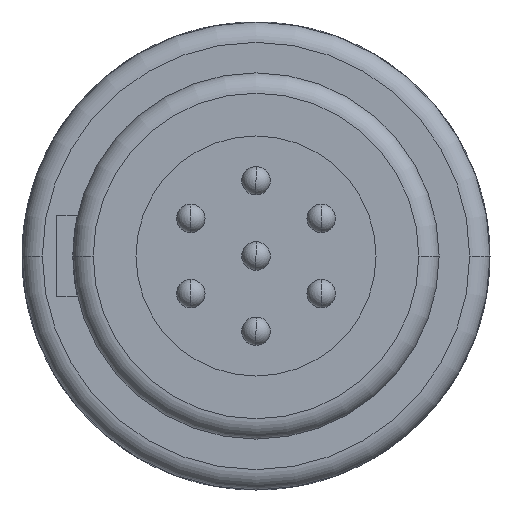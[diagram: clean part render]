
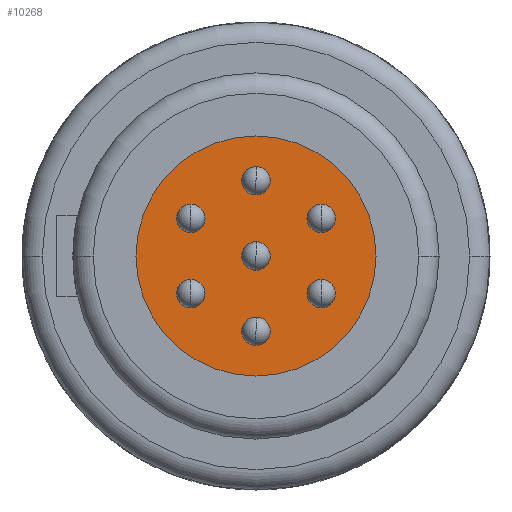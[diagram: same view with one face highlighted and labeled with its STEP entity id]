
A CAD part, left-side view. The second image highlights one B-rep face of the part: STEP entity #10268.
In plain terms, the highlighted planar face has unit normal (-1, 0, 0).
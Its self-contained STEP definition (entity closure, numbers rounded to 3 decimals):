
#3320=CARTESIAN_POINT('',(-3.,0.,0.));
#3321=DIRECTION('',(-1.,0.,0.));
#3322=DIRECTION('',(0.,1.,0.));
#3323=AXIS2_PLACEMENT_3D('',#3320,#3321,#3322);
#3338=CARTESIAN_POINT('',(-3.,0.,0.));
#3339=DIRECTION('',(-1.,0.,0.));
#3340=DIRECTION('',(0.,-1.,0.));
#3341=AXIS2_PLACEMENT_3D('',#3338,#3339,#3340);
#4877=CARTESIAN_POINT('',(-3.,0.,0.));
#4878=DIRECTION('',(-1.,0.,0.));
#4879=DIRECTION('',(0.,0.,1.));
#4880=AXIS2_PLACEMENT_3D('',#4877,#4878,#4879);
#4882=CARTESIAN_POINT('',(-3.,0.,0.));
#4883=DIRECTION('',(-1.,0.,0.));
#4884=DIRECTION('',(0.,0.,-1.));
#4885=AXIS2_PLACEMENT_3D('',#4882,#4883,#4884);
#4887=CARTESIAN_POINT('',(-3.,0.,-1.85));
#4888=DIRECTION('',(-1.,0.,0.));
#4889=DIRECTION('',(0.,0.,1.));
#4890=AXIS2_PLACEMENT_3D('',#4887,#4888,#4889);
#4892=CARTESIAN_POINT('',(-3.,0.,-1.85));
#4893=DIRECTION('',(-1.,0.,0.));
#4894=DIRECTION('',(0.,0.,-1.));
#4895=AXIS2_PLACEMENT_3D('',#4892,#4893,#4894);
#4897=CARTESIAN_POINT('',(-3.,1.602,0.925));
#4898=DIRECTION('',(-1.,0.,0.));
#4899=DIRECTION('',(0.,0.,1.));
#4900=AXIS2_PLACEMENT_3D('',#4897,#4898,#4899);
#4902=CARTESIAN_POINT('',(-3.,1.602,0.925));
#4903=DIRECTION('',(-1.,0.,0.));
#4904=DIRECTION('',(0.,0.,-1.));
#4905=AXIS2_PLACEMENT_3D('',#4902,#4903,#4904);
#4907=CARTESIAN_POINT('',(-3.,1.602,-0.925));
#4908=DIRECTION('',(-1.,0.,0.));
#4909=DIRECTION('',(0.,0.,1.));
#4910=AXIS2_PLACEMENT_3D('',#4907,#4908,#4909);
#4912=CARTESIAN_POINT('',(-3.,1.602,-0.925));
#4913=DIRECTION('',(-1.,0.,0.));
#4914=DIRECTION('',(0.,0.,-1.));
#4915=AXIS2_PLACEMENT_3D('',#4912,#4913,#4914);
#4917=CARTESIAN_POINT('',(-3.,-1.602,-0.925));
#4918=DIRECTION('',(-1.,0.,0.));
#4919=DIRECTION('',(0.,0.,1.));
#4920=AXIS2_PLACEMENT_3D('',#4917,#4918,#4919);
#4922=CARTESIAN_POINT('',(-3.,-1.602,-0.925));
#4923=DIRECTION('',(-1.,0.,0.));
#4924=DIRECTION('',(0.,0.,-1.));
#4925=AXIS2_PLACEMENT_3D('',#4922,#4923,#4924);
#4927=CARTESIAN_POINT('',(-3.,0.,1.85));
#4928=DIRECTION('',(-1.,0.,0.));
#4929=DIRECTION('',(0.,0.,1.));
#4930=AXIS2_PLACEMENT_3D('',#4927,#4928,#4929);
#4932=CARTESIAN_POINT('',(-3.,0.,1.85));
#4933=DIRECTION('',(-1.,0.,0.));
#4934=DIRECTION('',(0.,0.,-1.));
#4935=AXIS2_PLACEMENT_3D('',#4932,#4933,#4934);
#4937=CARTESIAN_POINT('',(-3.,-1.602,0.925));
#4938=DIRECTION('',(-1.,0.,0.));
#4939=DIRECTION('',(0.,0.,1.));
#4940=AXIS2_PLACEMENT_3D('',#4937,#4938,#4939);
#4942=CARTESIAN_POINT('',(-3.,-1.602,0.925));
#4943=DIRECTION('',(-1.,0.,0.));
#4944=DIRECTION('',(0.,0.,-1.));
#4945=AXIS2_PLACEMENT_3D('',#4942,#4943,#4944);
#5506=CARTESIAN_POINT('',(-3.,0.,0.35));
#5507=CARTESIAN_POINT('',(-3.,0.,-0.35));
#5508=VERTEX_POINT('',#5506);
#5509=VERTEX_POINT('',#5507);
#5510=CARTESIAN_POINT('',(-3.,0.,-1.5));
#5511=CARTESIAN_POINT('',(-3.,0.,-2.2));
#5512=VERTEX_POINT('',#5510);
#5513=VERTEX_POINT('',#5511);
#5514=CARTESIAN_POINT('',(-3.,1.602,1.275));
#5515=CARTESIAN_POINT('',(-3.,1.602,0.575));
#5516=VERTEX_POINT('',#5514);
#5517=VERTEX_POINT('',#5515);
#5518=CARTESIAN_POINT('',(-3.,1.602,-0.575));
#5519=CARTESIAN_POINT('',(-3.,1.602,-1.275));
#5520=VERTEX_POINT('',#5518);
#5521=VERTEX_POINT('',#5519);
#5522=CARTESIAN_POINT('',(-3.,-1.602,-0.575));
#5523=CARTESIAN_POINT('',(-3.,-1.602,-1.275));
#5524=VERTEX_POINT('',#5522);
#5525=VERTEX_POINT('',#5523);
#5526=CARTESIAN_POINT('',(-3.,0.,2.2));
#5527=CARTESIAN_POINT('',(-3.,0.,1.5));
#5528=VERTEX_POINT('',#5526);
#5529=VERTEX_POINT('',#5527);
#5530=CARTESIAN_POINT('',(-3.,-1.602,1.275));
#5531=CARTESIAN_POINT('',(-3.,-1.602,0.575));
#5532=VERTEX_POINT('',#5530);
#5533=VERTEX_POINT('',#5531);
#5724=CARTESIAN_POINT('',(-3.,-2.95,0.));
#5725=CARTESIAN_POINT('',(-3.,2.95,0.));
#5726=VERTEX_POINT('',#5724);
#5727=VERTEX_POINT('',#5725);
#10217=CARTESIAN_POINT('',(-3.,0.,0.));
#10218=DIRECTION('',(1.,0.,0.));
#10219=DIRECTION('',(0.,0.,-1.));
#10220=AXIS2_PLACEMENT_3D('',#10217,#10218,#10219);
#10221=PLANE('',#10220);
#10222=ORIENTED_EDGE('',*,*,#8016,.F.);
#10223=ORIENTED_EDGE('',*,*,#7973,.F.);
#10224=EDGE_LOOP('',(#10222,#10223));
#10225=FACE_OUTER_BOUND('',#10224,.F.);
#10227=ORIENTED_EDGE('',*,*,#10226,.T.);
#10229=ORIENTED_EDGE('',*,*,#10228,.T.);
#10230=EDGE_LOOP('',(#10227,#10229));
#10231=FACE_BOUND('',#10230,.F.);
#10233=ORIENTED_EDGE('',*,*,#10232,.T.);
#10235=ORIENTED_EDGE('',*,*,#10234,.T.);
#10236=EDGE_LOOP('',(#10233,#10235));
#10237=FACE_BOUND('',#10236,.F.);
#10239=ORIENTED_EDGE('',*,*,#10238,.T.);
#10241=ORIENTED_EDGE('',*,*,#10240,.T.);
#10242=EDGE_LOOP('',(#10239,#10241));
#10243=FACE_BOUND('',#10242,.F.);
#10245=ORIENTED_EDGE('',*,*,#10244,.T.);
#10247=ORIENTED_EDGE('',*,*,#10246,.T.);
#10248=EDGE_LOOP('',(#10245,#10247));
#10249=FACE_BOUND('',#10248,.F.);
#10251=ORIENTED_EDGE('',*,*,#10250,.T.);
#10253=ORIENTED_EDGE('',*,*,#10252,.T.);
#10254=EDGE_LOOP('',(#10251,#10253));
#10255=FACE_BOUND('',#10254,.F.);
#10257=ORIENTED_EDGE('',*,*,#10256,.T.);
#10259=ORIENTED_EDGE('',*,*,#10258,.T.);
#10260=EDGE_LOOP('',(#10257,#10259));
#10261=FACE_BOUND('',#10260,.F.);
#10263=ORIENTED_EDGE('',*,*,#10262,.T.);
#10265=ORIENTED_EDGE('',*,*,#10264,.T.);
#10266=EDGE_LOOP('',(#10263,#10265));
#10267=FACE_BOUND('',#10266,.F.);
#3324=CIRCLE('',#3323,2.95);
#3342=CIRCLE('',#3341,2.95);
#4881=CIRCLE('',#4880,0.35);
#4886=CIRCLE('',#4885,0.35);
#4891=CIRCLE('',#4890,0.35);
#4896=CIRCLE('',#4895,0.35);
#4901=CIRCLE('',#4900,0.35);
#4906=CIRCLE('',#4905,0.35);
#4911=CIRCLE('',#4910,0.35);
#4916=CIRCLE('',#4915,0.35);
#4921=CIRCLE('',#4920,0.35);
#4926=CIRCLE('',#4925,0.35);
#4931=CIRCLE('',#4930,0.35);
#4936=CIRCLE('',#4935,0.35);
#4941=CIRCLE('',#4940,0.35);
#4946=CIRCLE('',#4945,0.35);
#7973=EDGE_CURVE('',#5727,#5726,#3324,.T.);
#8016=EDGE_CURVE('',#5726,#5727,#3342,.T.);
#10226=EDGE_CURVE('',#5508,#5509,#4881,.T.);
#10228=EDGE_CURVE('',#5509,#5508,#4886,.T.);
#10232=EDGE_CURVE('',#5512,#5513,#4891,.T.);
#10234=EDGE_CURVE('',#5513,#5512,#4896,.T.);
#10238=EDGE_CURVE('',#5516,#5517,#4901,.T.);
#10240=EDGE_CURVE('',#5517,#5516,#4906,.T.);
#10244=EDGE_CURVE('',#5520,#5521,#4911,.T.);
#10246=EDGE_CURVE('',#5521,#5520,#4916,.T.);
#10250=EDGE_CURVE('',#5524,#5525,#4921,.T.);
#10252=EDGE_CURVE('',#5525,#5524,#4926,.T.);
#10256=EDGE_CURVE('',#5528,#5529,#4931,.T.);
#10258=EDGE_CURVE('',#5529,#5528,#4936,.T.);
#10262=EDGE_CURVE('',#5532,#5533,#4941,.T.);
#10264=EDGE_CURVE('',#5533,#5532,#4946,.T.);
#10268=ADVANCED_FACE('',(#10225,#10231,#10237,#10243,#10249,#10255,#10261,
#10267),#10221,.F.);
